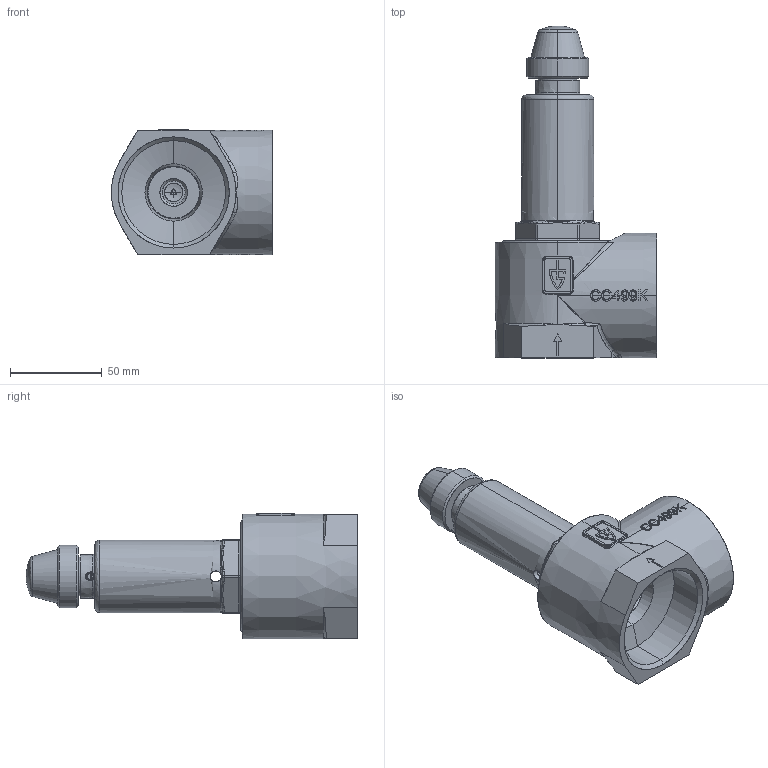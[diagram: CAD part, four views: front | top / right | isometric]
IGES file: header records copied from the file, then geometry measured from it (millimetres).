
Start section: SolidWorks IGES file using analytic representation for surfaces
Global section: file name: 651 2 Dummy.IGS; native system: SolidWorks 2010; preprocessor: SolidWorks 2010; author: Blankenhorn2; date: 100802.125001; units: millimetre
Bounding box: 88 x 181 x 68.5 mm (x, y, z)
Surface area: 76275.2 mm2 (no closed solid volume)
Topology: 0 solids, 0 shells, 554 faces, 8124 edges, 8103 vertices
Faces by surface type: bspline 328, revolution 226
